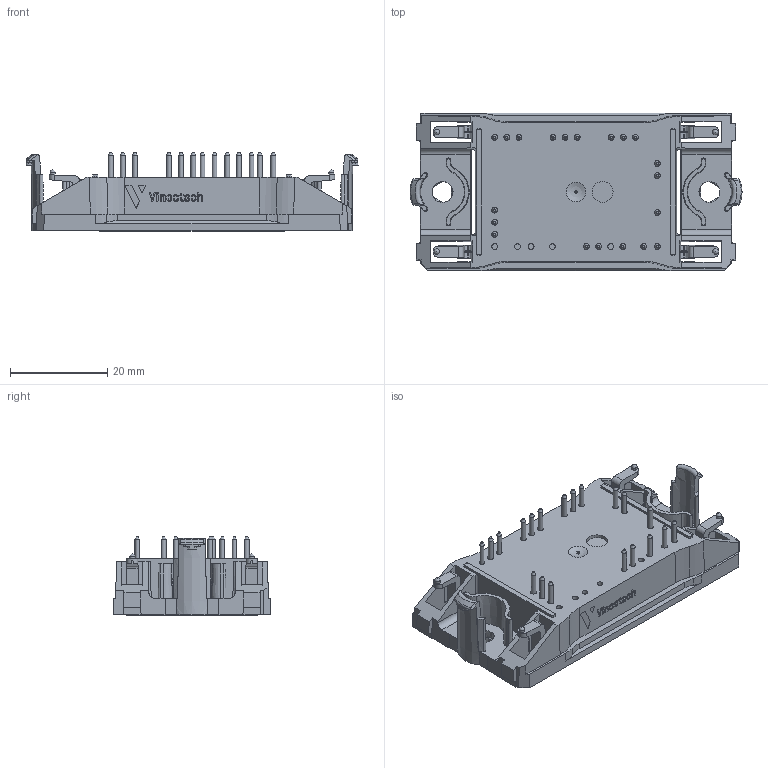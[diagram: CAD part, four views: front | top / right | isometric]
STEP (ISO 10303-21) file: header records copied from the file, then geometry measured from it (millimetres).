
FILE_DESCRIPTION(/* description */ ('Unknown'),/* implementation_level */ '2;1');
FILE_NAME(/* name */ 'Flow0-2C12W-P640(200)-01-OL',/* time_stamp */ '2025-07-11T12:05:03+02:00',/* author */ ('Unknown'),/* organization */ ('Unknown'),/* preprocessor_version */ 'ST-DEVELOPER v18.104',/* originating_system */ 'Solid Edge',/* authorisation */ 'Unknown');
FILE_SCHEMA (('AUTOMOTIVE_DESIGN {1 0 10303 214 3 1 1}'));
Length unit declared in the file: millimetre
Products named in the file (1): Flow0-2C12W-P640-OL
Bounding box: 68.4 x 32.5 x 16.23 mm (x, y, z)
Volume: 16650.8 mm3; surface area: 9330.7 mm2
Topology: 12 solids, 12 shells, 722 faces, 1890 edges, 1237 vertices
Faces by surface type: plane 423, cylinder 151, bspline 80, cone 59, sphere 5, torus 4
Full cylindrical faces by diameter (mm): 0.5 x1, 1 x20, 1.1 x4, 1.2 x25, 4.3 x1
Entity records: 27375 total; most frequent: CARTESIAN_POINT 5523, ORIENTED_EDGE 3544, DIRECTION 3316, EDGE_CURVE 1772, VERTEX_POINT 1204, LINE 1130, VECTOR 1130, AXIS2_PLACEMENT_3D 1093
